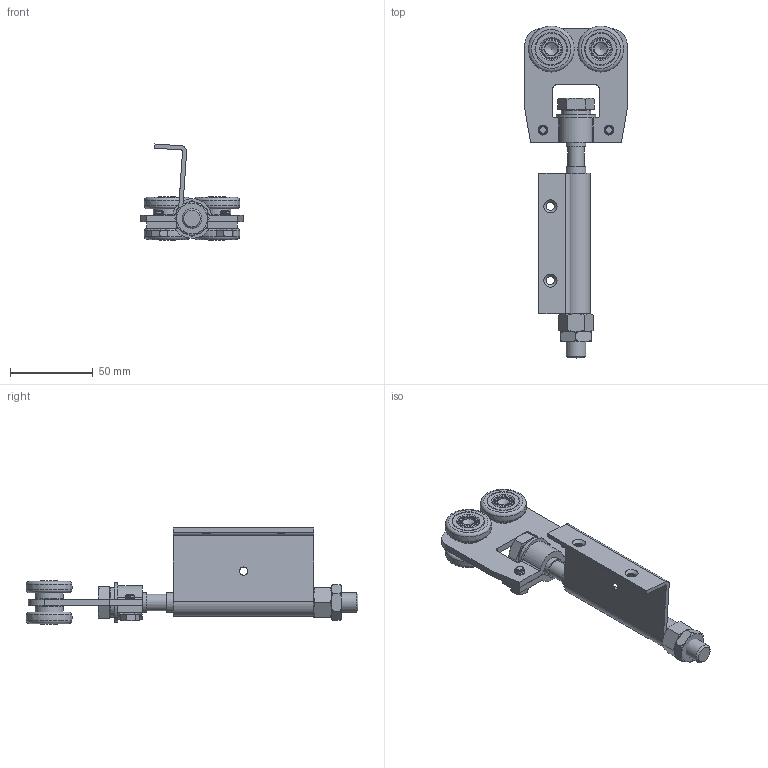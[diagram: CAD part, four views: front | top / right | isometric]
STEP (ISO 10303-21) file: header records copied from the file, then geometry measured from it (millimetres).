
FILE_DESCRIPTION(/* description */ (''),/* implementation_level */ '2;1');
FILE_NAME(/* name */ '9532E.stp',/* time_stamp */ '2023-10-17T08:55:10+02:00',/* author */ ('SIMMETF'),/* organization */ (''),/* preprocessor_version */ 'ST-DEVELOPER v18.1',/* originating_system */ 'Autodesk Inventor 2021',/* authorisation */ '');
FILE_SCHEMA (('AUTOMOTIVE_DESIGN { 1 0 10303 214 3 1 1 }'));
Length unit declared in the file: millimetre
Products named in the file (3): Ensemble1; Pièce2; 14497
Assembly tree (2 placements, depth 2):
  Ensemble1
    Pièce2
    14497
Bounding box: 62 x 201.15 x 58.18 mm (x, y, z)
Volume: 80896.5 mm3; surface area: 63735.7 mm2
Topology: 84 solids, 84 shells, 539 faces, 1321 edges, 858 vertices
Faces by surface type: plane 194, cylinder 189, cone 66, sphere 52, torus 30, bspline 8
Full cylindrical faces by diameter (mm): 4.917 x2, 5 x23, 6.2 x4, 7.8 x4, 9.9 x4, 10 x1, 10.1 x4, 10.106 x2, 12 x6, 12.05 x8, 12.1 x1, 12.5 x1, 17 x4, 17.4 x1, 18 x1, 19 x8, 19.8 x8, 24 x1
Entity records: 22462 total; most frequent: CARTESIAN_POINT 9259, DIRECTION 2703, ORIENTED_EDGE 2426, EDGE_CURVE 1213, AXIS2_PLACEMENT_3D 1078, VERTEX_POINT 858, EDGE_LOOP 619, STYLED_ITEM 567
